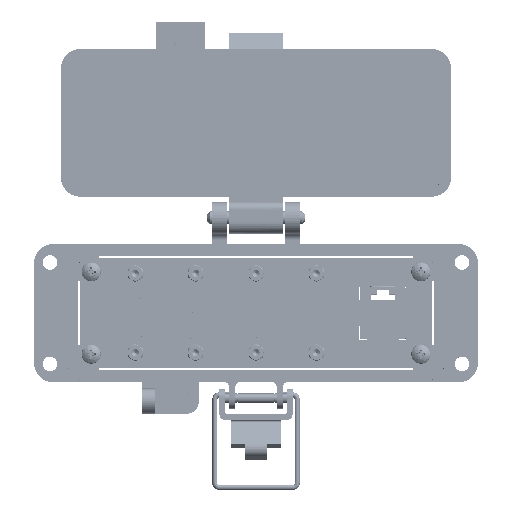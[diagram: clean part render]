
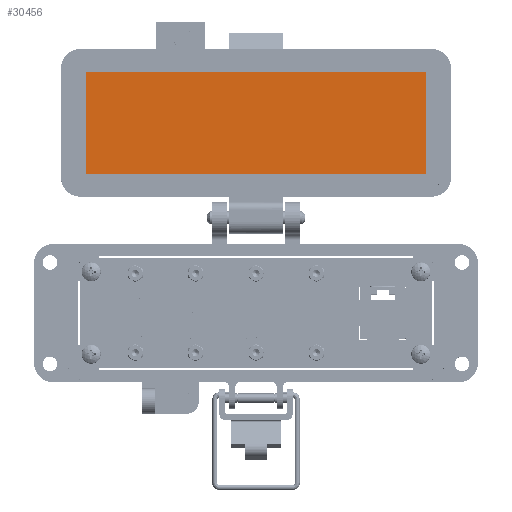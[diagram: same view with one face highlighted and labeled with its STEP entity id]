
A CAD part, top view. The second image highlights one B-rep face of the part: STEP entity #30456.
In plain terms, the highlighted planar face has unit normal (0, 0, 1).
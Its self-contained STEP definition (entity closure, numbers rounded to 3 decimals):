
#1004 = CARTESIAN_POINT ( 'NONE',  ( 53.75, 83.154, -25.55 ) ) ;
#1508 = EDGE_CURVE ( 'NONE', #7810, #57330, #23082, .T. ) ;
#2065 = FACE_OUTER_BOUND ( 'NONE', #9293, .T. ) ;
#3003 = VERTEX_POINT ( 'NONE', #4331 ) ;
#4331 = CARTESIAN_POINT ( 'NONE',  ( -53.75, 51.154, -25.55 ) ) ;
#7810 = VERTEX_POINT ( 'NONE', #1004 ) ;
#9293 = EDGE_LOOP ( 'NONE', ( #11814, #47920, #55888, #54127 ) ) ;
#9472 = LINE ( 'NONE', #18062, #18175 ) ;
#10036 = DIRECTION ( 'NONE',  ( -1., 0., 0. ) ) ;
#11814 = ORIENTED_EDGE ( 'NONE', *, *, #17248, .F. ) ;
#12767 = EDGE_CURVE ( 'NONE', #3003, #51413, #9472, .T. ) ;
#12905 = CARTESIAN_POINT ( 'NONE',  ( -8.5, 67.154, -25.55 ) ) ;
#16990 = DIRECTION ( 'NONE',  ( 0., 0., 1. ) ) ;
#17145 = CARTESIAN_POINT ( 'NONE',  ( 53.75, 51.154, -25.55 ) ) ;
#17248 = EDGE_CURVE ( 'NONE', #51413, #7810, #34943, .T. ) ;
#17964 = DIRECTION ( 'NONE',  ( 0., -1., 0. ) ) ;
#18062 = CARTESIAN_POINT ( 'NONE',  ( -53.75, 67.154, -25.55 ) ) ;
#18175 = VECTOR ( 'NONE', #40348, 1000. ) ;
#19657 = CARTESIAN_POINT ( 'NONE',  ( -8.5, 83.154, -25.55 ) ) ;
#23082 = LINE ( 'NONE', #43798, #48397 ) ;
#30456 = ADVANCED_FACE ( 'NONE', ( #2065 ), #63527, .T. ) ;
#31712 = CARTESIAN_POINT ( 'NONE',  ( -53.75, 83.154, -25.55 ) ) ;
#32637 = DIRECTION ( 'NONE',  ( 0., -1., 0. ) ) ;
#34943 = LINE ( 'NONE', #19657, #46088 ) ;
#40348 = DIRECTION ( 'NONE',  ( 0., 1., 0. ) ) ;
#41290 = LINE ( 'NONE', #56579, #63639 ) ;
#43798 = CARTESIAN_POINT ( 'NONE',  ( 53.75, 67.154, -25.55 ) ) ;
#46088 = VECTOR ( 'NONE', #66862, 1000. ) ;
#47920 = ORIENTED_EDGE ( 'NONE', *, *, #12767, .F. ) ;
#48397 = VECTOR ( 'NONE', #17964, 1000. ) ;
#51413 = VERTEX_POINT ( 'NONE', #31712 ) ;
#54127 = ORIENTED_EDGE ( 'NONE', *, *, #1508, .F. ) ;
#55888 = ORIENTED_EDGE ( 'NONE', *, *, #67189, .F. ) ;
#56579 = CARTESIAN_POINT ( 'NONE',  ( 42., 51.154, -25.55 ) ) ;
#57330 = VERTEX_POINT ( 'NONE', #17145 ) ;
#61376 = AXIS2_PLACEMENT_3D ( 'NONE', #12905, #16990, #32637 ) ;
#63527 = PLANE ( 'NONE',  #61376 ) ;
#63639 = VECTOR ( 'NONE', #10036, 1000. ) ;
#66862 = DIRECTION ( 'NONE',  ( 1., 0., 0. ) ) ;
#67189 = EDGE_CURVE ( 'NONE', #57330, #3003, #41290, .T. ) ;
